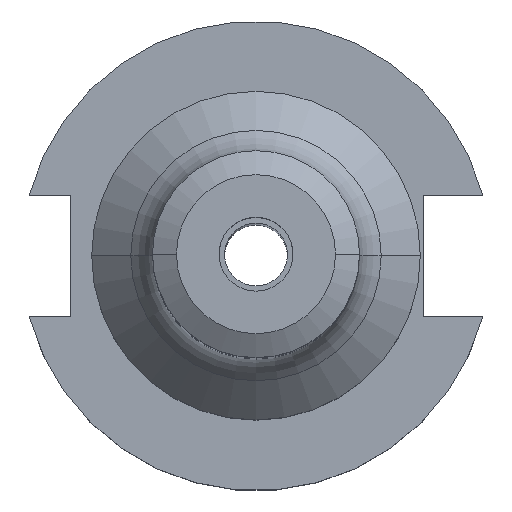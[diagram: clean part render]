
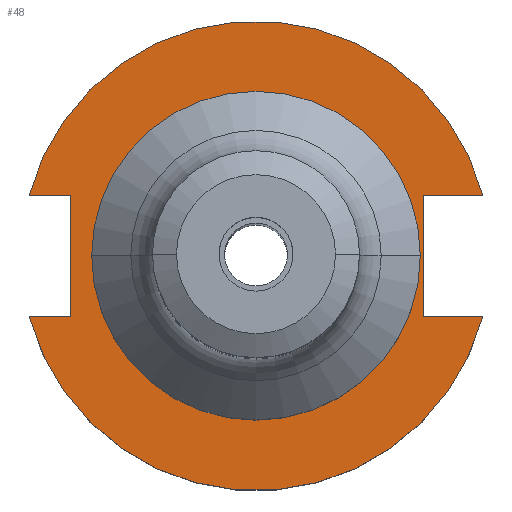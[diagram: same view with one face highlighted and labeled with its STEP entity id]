
A CAD part, top view. The second image highlights one B-rep face of the part: STEP entity #48.
In plain terms, the highlighted planar face has unit normal (0, 0, 1).
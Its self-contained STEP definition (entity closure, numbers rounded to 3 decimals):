
#13 = EDGE_CURVE ( 'NONE', #1397, #707, #1165, .T. ) ;
#35 = VERTEX_POINT ( 'NONE', #1076 ) ;
#39 = CARTESIAN_POINT ( 'NONE',  ( 22.606, 22.225, 19.05 ) ) ;
#41 = LINE ( 'NONE', #1429, #535 ) ;
#48 = ADVANCED_FACE ( 'NONE', ( #1906, #1448 ), #1729, .F. ) ;
#69 = CIRCLE ( 'NONE', #991, 31.75 ) ;
#100 = CARTESIAN_POINT ( 'NONE',  ( 30.675, -8.191, 19.05 ) ) ;
#128 = ORIENTED_EDGE ( 'NONE', *, *, #13, .F. ) ;
#135 = EDGE_CURVE ( 'NONE', #315, #743, #69, .T. ) ;
#140 = CARTESIAN_POINT ( 'NONE',  ( -30.675, -8.191, 19.05 ) ) ;
#162 = CARTESIAN_POINT ( 'NONE',  ( 30.675, 8.191, 19.05 ) ) ;
#192 = LINE ( 'NONE', #1178, #836 ) ;
#197 = DIRECTION ( 'NONE',  ( 0., 0., 1. ) ) ;
#198 = DIRECTION ( 'NONE',  ( 0., -1., 0. ) ) ;
#219 = AXIS2_PLACEMENT_3D ( 'NONE', #934, #197, #635 ) ;
#315 = VERTEX_POINT ( 'NONE', #162 ) ;
#327 = DIRECTION ( 'NONE',  ( 1., 0., 0. ) ) ;
#333 = DIRECTION ( 'NONE',  ( 0., 1., 0. ) ) ;
#348 = ORIENTED_EDGE ( 'NONE', *, *, #864, .F. ) ;
#379 = EDGE_CURVE ( 'NONE', #1933, #1556, #1756, .T. ) ;
#393 = EDGE_CURVE ( 'NONE', #640, #1556, #1805, .T. ) ;
#401 = ORIENTED_EDGE ( 'NONE', *, *, #454, .F. ) ;
#434 = CIRCLE ( 'NONE', #849, 22.225 ) ;
#442 = EDGE_CURVE ( 'NONE', #921, #35, #461, .T. ) ;
#454 = EDGE_CURVE ( 'NONE', #315, #1337, #1236, .T. ) ;
#461 = LINE ( 'NONE', #471, #1784 ) ;
#467 = ORIENTED_EDGE ( 'NONE', *, *, #1431, .T. ) ;
#471 = CARTESIAN_POINT ( 'NONE',  ( -25.091, 8.191, 19.05 ) ) ;
#473 = EDGE_CURVE ( 'NONE', #1933, #35, #41, .T. ) ;
#474 = CARTESIAN_POINT ( 'NONE',  ( 0., 0., 19.05 ) ) ;
#535 = VECTOR ( 'NONE', #1582, 1000. ) ;
#594 = LINE ( 'NONE', #39, #1580 ) ;
#625 = DIRECTION ( 'NONE',  ( 1., 0., 0. ) ) ;
#635 = DIRECTION ( 'NONE',  ( 1., 0., 0. ) ) ;
#640 = VERTEX_POINT ( 'NONE', #1206 ) ;
#652 = ORIENTED_EDGE ( 'NONE', *, *, #135, .T. ) ;
#707 = VERTEX_POINT ( 'NONE', #1511 ) ;
#710 = DIRECTION ( 'NONE',  ( 1., 0., 0. ) ) ;
#743 = VERTEX_POINT ( 'NONE', #757 ) ;
#757 = CARTESIAN_POINT ( 'NONE',  ( -30.675, 8.191, 19.05 ) ) ;
#766 = DIRECTION ( 'NONE',  ( 0., 0., 1. ) ) ;
#786 = ORIENTED_EDGE ( 'NONE', *, *, #379, .T. ) ;
#836 = VECTOR ( 'NONE', #710, 1000. ) ;
#849 = AXIS2_PLACEMENT_3D ( 'NONE', #1697, #1878, #1702 ) ;
#863 = ORIENTED_EDGE ( 'NONE', *, *, #393, .F. ) ;
#864 = EDGE_CURVE ( 'NONE', #707, #1397, #434, .T. ) ;
#915 = CARTESIAN_POINT ( 'NONE',  ( 0., -8.191, 19.05 ) ) ;
#921 = VERTEX_POINT ( 'NONE', #1123 ) ;
#930 = CARTESIAN_POINT ( 'NONE',  ( 0., 8.191, 19.05 ) ) ;
#934 = CARTESIAN_POINT ( 'NONE',  ( 0., 0., 19.05 ) ) ;
#991 = AXIS2_PLACEMENT_3D ( 'NONE', #1777, #1946, #1188 ) ;
#1076 = CARTESIAN_POINT ( 'NONE',  ( -25.091, -8.191, 19.05 ) ) ;
#1108 = DIRECTION ( 'NONE',  ( 0., 0., -1. ) ) ;
#1123 = CARTESIAN_POINT ( 'NONE',  ( -25.091, 8.191, 19.05 ) ) ;
#1145 = DIRECTION ( 'NONE',  ( -1., 0., 0. ) ) ;
#1165 = CIRCLE ( 'NONE', #219, 22.225 ) ;
#1178 = CARTESIAN_POINT ( 'NONE',  ( -61.091, 8.191, 19.05 ) ) ;
#1188 = DIRECTION ( 'NONE',  ( 1., 0., 0. ) ) ;
#1206 = CARTESIAN_POINT ( 'NONE',  ( 22.606, -8.191, 19.05 ) ) ;
#1217 = AXIS2_PLACEMENT_3D ( 'NONE', #474, #766, #327 ) ;
#1236 = LINE ( 'NONE', #930, #1392 ) ;
#1279 = CARTESIAN_POINT ( 'NONE',  ( 0., 22.225, 19.05 ) ) ;
#1337 = VERTEX_POINT ( 'NONE', #1913 ) ;
#1377 = CARTESIAN_POINT ( 'NONE',  ( -22.225, 0., 19.05 ) ) ;
#1390 = EDGE_LOOP ( 'NONE', ( #1824, #1891, #786, #863, #467, #401, #652, #1632 ) ) ;
#1392 = VECTOR ( 'NONE', #1847, 1000. ) ;
#1397 = VERTEX_POINT ( 'NONE', #1377 ) ;
#1429 = CARTESIAN_POINT ( 'NONE',  ( -61.091, -8.191, 19.05 ) ) ;
#1431 = EDGE_CURVE ( 'NONE', #640, #1337, #594, .T. ) ;
#1448 = FACE_OUTER_BOUND ( 'NONE', #1390, .T. ) ;
#1511 = CARTESIAN_POINT ( 'NONE',  ( 22.225, 0., 19.05 ) ) ;
#1534 = EDGE_LOOP ( 'NONE', ( #348, #128 ) ) ;
#1556 = VERTEX_POINT ( 'NONE', #100 ) ;
#1580 = VECTOR ( 'NONE', #333, 1000. ) ;
#1582 = DIRECTION ( 'NONE',  ( 1., 0., 0. ) ) ;
#1632 = ORIENTED_EDGE ( 'NONE', *, *, #1885, .T. ) ;
#1697 = CARTESIAN_POINT ( 'NONE',  ( 0., 0., 19.05 ) ) ;
#1702 = DIRECTION ( 'NONE',  ( 1., 0., 0. ) ) ;
#1707 = AXIS2_PLACEMENT_3D ( 'NONE', #1279, #1108, #1145 ) ;
#1729 = PLANE ( 'NONE',  #1707 ) ;
#1756 = CIRCLE ( 'NONE', #1217, 31.75 ) ;
#1777 = CARTESIAN_POINT ( 'NONE',  ( 0., 0., 19.05 ) ) ;
#1784 = VECTOR ( 'NONE', #198, 1000. ) ;
#1805 = LINE ( 'NONE', #915, #1832 ) ;
#1824 = ORIENTED_EDGE ( 'NONE', *, *, #442, .T. ) ;
#1832 = VECTOR ( 'NONE', #625, 1000. ) ;
#1847 = DIRECTION ( 'NONE',  ( -1., 0., 0. ) ) ;
#1878 = DIRECTION ( 'NONE',  ( 0., 0., 1. ) ) ;
#1885 = EDGE_CURVE ( 'NONE', #743, #921, #192, .T. ) ;
#1891 = ORIENTED_EDGE ( 'NONE', *, *, #473, .F. ) ;
#1906 = FACE_BOUND ( 'NONE', #1534, .T. ) ;
#1913 = CARTESIAN_POINT ( 'NONE',  ( 22.606, 8.191, 19.05 ) ) ;
#1933 = VERTEX_POINT ( 'NONE', #140 ) ;
#1946 = DIRECTION ( 'NONE',  ( 0., 0., 1. ) ) ;
